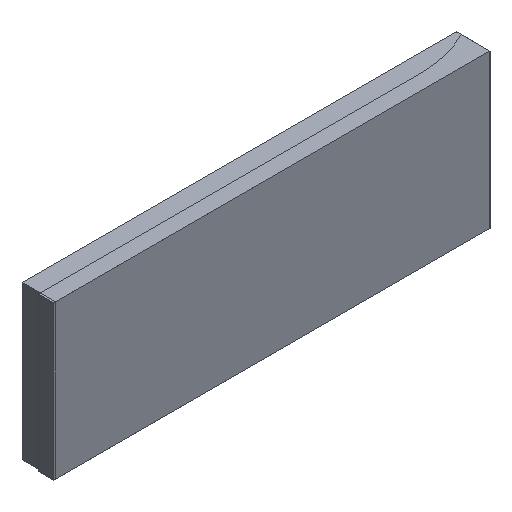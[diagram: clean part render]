
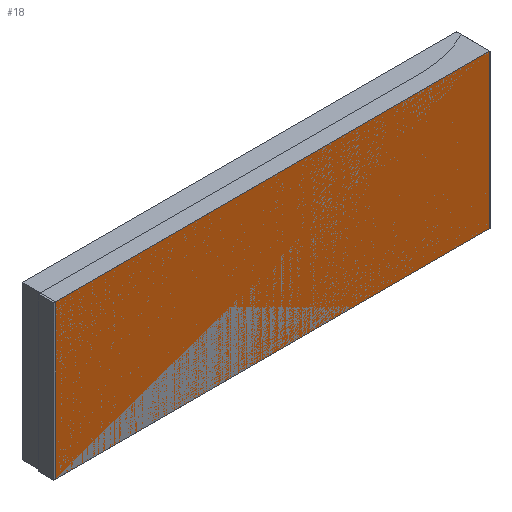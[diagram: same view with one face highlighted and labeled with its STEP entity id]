
A CAD part, isometric view. The second image highlights one B-rep face of the part: STEP entity #18.
In plain terms, the highlighted planar face has unit normal (0, -1, 0).
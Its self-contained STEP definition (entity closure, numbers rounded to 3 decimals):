
#1 = CARTESIAN_POINT ( 'NONE',  ( 574.548, 0., 0. ) ) ;
#4 = EDGE_CURVE ( 'NONE', #446, #98, #206, .T. ) ;
#18 = ADVANCED_FACE ( 'NONE', ( #316 ), #109, .T. ) ;
#26 = LINE ( 'NONE', #167, #57 ) ;
#33 = EDGE_CURVE ( 'NONE', #98, #442, #319, .T. ) ;
#41 = LINE ( 'NONE', #44, #160 ) ;
#44 = CARTESIAN_POINT ( 'NONE',  ( 0., 0., 0. ) ) ;
#57 = VECTOR ( 'NONE', #169, 1000. ) ;
#67 = ORIENTED_EDGE ( 'NONE', *, *, #4, .F. ) ;
#98 = VERTEX_POINT ( 'NONE', #370 ) ;
#103 = VERTEX_POINT ( 'NONE', #184 ) ;
#109 = PLANE ( 'NONE',  #372 ) ;
#111 = DIRECTION ( 'NONE',  ( -1., 0., 0. ) ) ;
#117 = ORIENTED_EDGE ( 'NONE', *, *, #295, .F. ) ;
#141 = DIRECTION ( 'NONE',  ( 0., -1., 0. ) ) ;
#148 = CARTESIAN_POINT ( 'NONE',  ( 0., 0., 0. ) ) ;
#160 = VECTOR ( 'NONE', #415, 1000. ) ;
#167 = CARTESIAN_POINT ( 'NONE',  ( 0., 0., 0. ) ) ;
#169 = DIRECTION ( 'NONE',  ( 1., 0., 0. ) ) ;
#176 = DIRECTION ( 'NONE',  ( 0., 0., -1. ) ) ;
#184 = CARTESIAN_POINT ( 'NONE',  ( 0., 0., 0. ) ) ;
#206 = LINE ( 'NONE', #1, #260 ) ;
#212 = CARTESIAN_POINT ( 'NONE',  ( 0., 0., -203.2 ) ) ;
#215 = VECTOR ( 'NONE', #111, 1000. ) ;
#241 = DIRECTION ( 'NONE',  ( 0., 0., -1. ) ) ;
#260 = VECTOR ( 'NONE', #176, 1000. ) ;
#295 = EDGE_CURVE ( 'NONE', #103, #446, #26, .T. ) ;
#300 = ORIENTED_EDGE ( 'NONE', *, *, #33, .F. ) ;
#313 = CARTESIAN_POINT ( 'NONE',  ( 574.548, 0., 0. ) ) ;
#316 = FACE_OUTER_BOUND ( 'NONE', #341, .T. ) ;
#319 = LINE ( 'NONE', #422, #215 ) ;
#341 = EDGE_LOOP ( 'NONE', ( #418, #300, #67, #117 ) ) ;
#370 = CARTESIAN_POINT ( 'NONE',  ( 574.548, 0., -203.2 ) ) ;
#372 = AXIS2_PLACEMENT_3D ( 'NONE', #148, #141, #241 ) ;
#409 = EDGE_CURVE ( 'NONE', #442, #103, #41, .T. ) ;
#415 = DIRECTION ( 'NONE',  ( 0., 0., 1. ) ) ;
#418 = ORIENTED_EDGE ( 'NONE', *, *, #409, .F. ) ;
#422 = CARTESIAN_POINT ( 'NONE',  ( 0., 0., -203.2 ) ) ;
#442 = VERTEX_POINT ( 'NONE', #212 ) ;
#446 = VERTEX_POINT ( 'NONE', #313 ) ;
